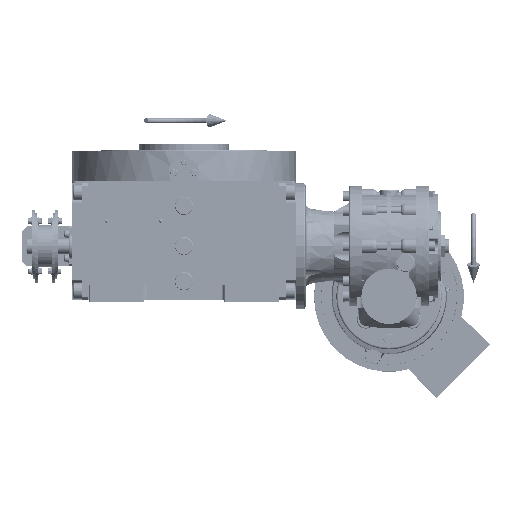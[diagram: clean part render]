
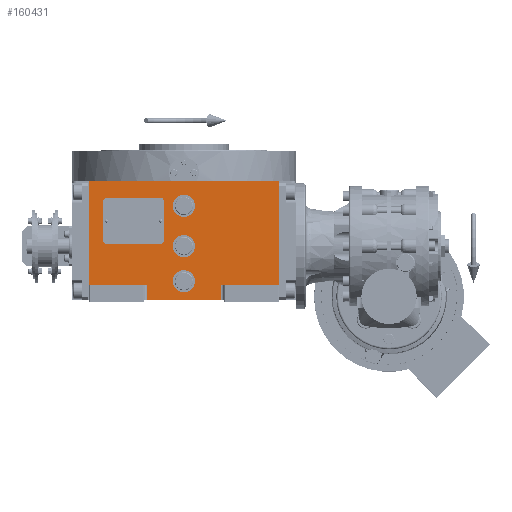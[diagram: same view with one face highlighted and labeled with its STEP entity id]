
A CAD part, top view. The second image highlights one B-rep face of the part: STEP entity #160431.
In plain terms, the highlighted planar face has unit normal (0, 0, 1).
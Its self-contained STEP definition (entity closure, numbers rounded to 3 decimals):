
#135 = EDGE_CURVE ( 'NONE', #135370, #90524, #127299, .T. ) ;
#904 = CARTESIAN_POINT ( 'NONE',  ( -94.5, 64.5, 163.5 ) ) ;
#1782 = ORIENTED_EDGE ( 'NONE', *, *, #78955, .F. ) ;
#3931 = VECTOR ( 'NONE', #49648, 1000. ) ;
#4183 = FACE_OUTER_BOUND ( 'NONE', #86964, .T. ) ;
#5073 = FACE_BOUND ( 'NONE', #93059, .T. ) ;
#6033 = AXIS2_PLACEMENT_3D ( 'NONE', #60067, #18571, #85303 ) ;
#6662 = EDGE_CURVE ( 'NONE', #13012, #116685, #53389, .T. ) ;
#8071 = CARTESIAN_POINT ( 'NONE',  ( 0., 40., 163.5 ) ) ;
#8308 = DIRECTION ( 'NONE',  ( 0., 0., 1. ) ) ;
#9170 = CARTESIAN_POINT ( 'NONE',  ( 0., 0., 163.5 ) ) ;
#11015 = CARTESIAN_POINT ( 'NONE',  ( 94.5, -38.5, 163.5 ) ) ;
#11590 = CIRCLE ( 'NONE', #129651, 11. ) ;
#13012 = VERTEX_POINT ( 'NONE', #171081 ) ;
#13039 = AXIS2_PLACEMENT_3D ( 'NONE', #77212, #45720, #21330 ) ;
#13760 = EDGE_CURVE ( 'NONE', #82045, #171830, #30909, .T. ) ;
#14123 = ORIENTED_EDGE ( 'NONE', *, *, #155151, .F. ) ;
#14559 = DIRECTION ( 'NONE',  ( 1., 0., 0. ) ) ;
#17393 = CARTESIAN_POINT ( 'NONE',  ( -94.5, -38.5, 163.5 ) ) ;
#18571 = DIRECTION ( 'NONE',  ( 0., 0., 1. ) ) ;
#19781 = VERTEX_POINT ( 'NONE', #161623 ) ;
#20002 = EDGE_CURVE ( 'NONE', #135370, #91473, #46970, .T. ) ;
#20579 = VERTEX_POINT ( 'NONE', #68303 ) ;
#21330 = DIRECTION ( 'NONE',  ( -1., 0., 0. ) ) ;
#21876 = EDGE_CURVE ( 'NONE', #33221, #70064, #159898, .T. ) ;
#22365 = DIRECTION ( 'NONE',  ( 0., -1., 0. ) ) ;
#23960 = LINE ( 'NONE', #146633, #122615 ) ;
#28132 = VECTOR ( 'NONE', #52448, 1000. ) ;
#28784 = DIRECTION ( 'NONE',  ( 1., 0., 0. ) ) ;
#29186 = CIRCLE ( 'NONE', #124138, 11. ) ;
#30302 = FACE_BOUND ( 'NONE', #54037, .T. ) ;
#30909 = LINE ( 'NONE', #17393, #47478 ) ;
#32769 = EDGE_CURVE ( 'NONE', #171830, #169982, #114349, .T. ) ;
#33221 = VERTEX_POINT ( 'NONE', #154794 ) ;
#37609 = LINE ( 'NONE', #92583, #158851 ) ;
#37882 = ORIENTED_EDGE ( 'NONE', *, *, #51300, .F. ) ;
#39889 = ORIENTED_EDGE ( 'NONE', *, *, #13760, .F. ) ;
#45720 = DIRECTION ( 'NONE',  ( 0., 0., 1. ) ) ;
#46970 = LINE ( 'NONE', #91107, #3931 ) ;
#47478 = VECTOR ( 'NONE', #100293, 1000. ) ;
#47864 = ORIENTED_EDGE ( 'NONE', *, *, #134712, .F. ) ;
#49648 = DIRECTION ( 'NONE',  ( 0., 1., 0. ) ) ;
#50311 = CARTESIAN_POINT ( 'NONE',  ( -37., -53.5, 163.5 ) ) ;
#51300 = EDGE_CURVE ( 'NONE', #125434, #90524, #37609, .T. ) ;
#52448 = DIRECTION ( 'NONE',  ( 0., 1., 0. ) ) ;
#53389 = CIRCLE ( 'NONE', #119481, 11. ) ;
#54037 = EDGE_LOOP ( 'NONE', ( #47864, #132109 ) ) ;
#56978 = AXIS2_PLACEMENT_3D ( 'NONE', #9170, #8308, #63264 ) ;
#57172 = EDGE_CURVE ( 'NONE', #125434, #79114, #23960, .T. ) ;
#58863 = DIRECTION ( 'NONE',  ( 1., 0., 0. ) ) ;
#60067 = CARTESIAN_POINT ( 'NONE',  ( -94.5, -53.5, 163.5 ) ) ;
#60351 = DIRECTION ( 'NONE',  ( -1., 0., 0. ) ) ;
#63264 = DIRECTION ( 'NONE',  ( 1., 0., 0. ) ) ;
#66995 = CARTESIAN_POINT ( 'NONE',  ( 94.5, 64.5, 163.5 ) ) ;
#68303 = CARTESIAN_POINT ( 'NONE',  ( -11., 0., 163.5 ) ) ;
#68694 = ORIENTED_EDGE ( 'NONE', *, *, #135, .T. ) ;
#70064 = VERTEX_POINT ( 'NONE', #80102 ) ;
#70087 = ORIENTED_EDGE ( 'NONE', *, *, #129970, .T. ) ;
#71868 = ORIENTED_EDGE ( 'NONE', *, *, #20002, .F. ) ;
#77212 = CARTESIAN_POINT ( 'NONE',  ( 0., -35., 163.5 ) ) ;
#78955 = EDGE_CURVE ( 'NONE', #116685, #13012, #29186, .T. ) ;
#79114 = VERTEX_POINT ( 'NONE', #154045 ) ;
#80102 = CARTESIAN_POINT ( 'NONE',  ( 11., -35., 163.5 ) ) ;
#81607 = DIRECTION ( 'NONE',  ( 1., 0., 0. ) ) ;
#82045 = VERTEX_POINT ( 'NONE', #127437 ) ;
#82649 = ORIENTED_EDGE ( 'NONE', *, *, #6662, .F. ) ;
#83572 = VECTOR ( 'NONE', #58863, 1000. ) ;
#85303 = DIRECTION ( 'NONE',  ( 1., 0., 0. ) ) ;
#85535 = CIRCLE ( 'NONE', #56978, 11. ) ;
#86964 = EDGE_LOOP ( 'NONE', ( #68694, #37882, #99416, #171302, #115342, #39889, #70087, #71868 ) ) ;
#90524 = VERTEX_POINT ( 'NONE', #103956 ) ;
#91107 = CARTESIAN_POINT ( 'NONE',  ( -37., -53.5, 163.5 ) ) ;
#91473 = VERTEX_POINT ( 'NONE', #136831 ) ;
#92583 = CARTESIAN_POINT ( 'NONE',  ( 37., -38.5, 163.5 ) ) ;
#93059 = EDGE_LOOP ( 'NONE', ( #1782, #82649 ) ) ;
#99416 = ORIENTED_EDGE ( 'NONE', *, *, #57172, .T. ) ;
#100293 = DIRECTION ( 'NONE',  ( 0., 1., 0. ) ) ;
#100735 = AXIS2_PLACEMENT_3D ( 'NONE', #138152, #111975, #110187 ) ;
#101824 = CARTESIAN_POINT ( 'NONE',  ( -94.5, 64.5, 163.5 ) ) ;
#103956 = CARTESIAN_POINT ( 'NONE',  ( 37., -53.5, 163.5 ) ) ;
#105325 = LINE ( 'NONE', #133217, #157038 ) ;
#106200 = DIRECTION ( 'NONE',  ( 1., 0., 0. ) ) ;
#107645 = EDGE_CURVE ( 'NONE', #19781, #20579, #85535, .T. ) ;
#108985 = DIRECTION ( 'NONE',  ( 0., 0., 1. ) ) ;
#109349 = CIRCLE ( 'NONE', #100735, 11. ) ;
#110187 = DIRECTION ( 'NONE',  ( -1., 0., 0. ) ) ;
#111975 = DIRECTION ( 'NONE',  ( 0., 0., 1. ) ) ;
#112745 = DIRECTION ( 'NONE',  ( 0., 0., 1. ) ) ;
#113190 = FACE_BOUND ( 'NONE', #123147, .T. ) ;
#114349 = LINE ( 'NONE', #904, #172976 ) ;
#115342 = ORIENTED_EDGE ( 'NONE', *, *, #32769, .F. ) ;
#116685 = VERTEX_POINT ( 'NONE', #152409 ) ;
#119481 = AXIS2_PLACEMENT_3D ( 'NONE', #8071, #128821, #60351 ) ;
#120911 = LINE ( 'NONE', #11015, #28132 ) ;
#122513 = CARTESIAN_POINT ( 'NONE',  ( 0., 40., 163.5 ) ) ;
#122615 = VECTOR ( 'NONE', #81607, 1000. ) ;
#123147 = EDGE_LOOP ( 'NONE', ( #139548, #14123 ) ) ;
#124138 = AXIS2_PLACEMENT_3D ( 'NONE', #122513, #108985, #164031 ) ;
#125434 = VERTEX_POINT ( 'NONE', #135748 ) ;
#126300 = CARTESIAN_POINT ( 'NONE',  ( 0., -35., 163.5 ) ) ;
#127299 = LINE ( 'NONE', #167966, #83572 ) ;
#127437 = CARTESIAN_POINT ( 'NONE',  ( -94.5, -38.5, 163.5 ) ) ;
#128821 = DIRECTION ( 'NONE',  ( 0., 0., 1. ) ) ;
#129387 = PLANE ( 'NONE',  #6033 ) ;
#129651 = AXIS2_PLACEMENT_3D ( 'NONE', #126300, #112745, #14559 ) ;
#129970 = EDGE_CURVE ( 'NONE', #82045, #91473, #105325, .T. ) ;
#132109 = ORIENTED_EDGE ( 'NONE', *, *, #21876, .F. ) ;
#133217 = CARTESIAN_POINT ( 'NONE',  ( -94.5, -38.5, 163.5 ) ) ;
#134712 = EDGE_CURVE ( 'NONE', #70064, #33221, #11590, .T. ) ;
#135370 = VERTEX_POINT ( 'NONE', #50311 ) ;
#135748 = CARTESIAN_POINT ( 'NONE',  ( 37., -38.5, 163.5 ) ) ;
#136831 = CARTESIAN_POINT ( 'NONE',  ( -37., -38.5, 163.5 ) ) ;
#138152 = CARTESIAN_POINT ( 'NONE',  ( 0., 0., 163.5 ) ) ;
#139548 = ORIENTED_EDGE ( 'NONE', *, *, #107645, .F. ) ;
#144237 = EDGE_CURVE ( 'NONE', #79114, #169982, #120911, .T. ) ;
#146633 = CARTESIAN_POINT ( 'NONE',  ( 37., -38.5, 163.5 ) ) ;
#152409 = CARTESIAN_POINT ( 'NONE',  ( 11., 40., 163.5 ) ) ;
#154045 = CARTESIAN_POINT ( 'NONE',  ( 94.5, -38.5, 163.5 ) ) ;
#154794 = CARTESIAN_POINT ( 'NONE',  ( -11., -35., 163.5 ) ) ;
#155151 = EDGE_CURVE ( 'NONE', #20579, #19781, #109349, .T. ) ;
#157038 = VECTOR ( 'NONE', #106200, 1000. ) ;
#158851 = VECTOR ( 'NONE', #22365, 1000. ) ;
#159898 = CIRCLE ( 'NONE', #13039, 11. ) ;
#160431 = ADVANCED_FACE ( 'NONE', ( #113190, #30302, #5073, #4183 ), #129387, .T. ) ;
#161623 = CARTESIAN_POINT ( 'NONE',  ( 11., 0., 163.5 ) ) ;
#164031 = DIRECTION ( 'NONE',  ( 1., 0., 0. ) ) ;
#167966 = CARTESIAN_POINT ( 'NONE',  ( -37., -53.5, 163.5 ) ) ;
#169982 = VERTEX_POINT ( 'NONE', #66995 ) ;
#171081 = CARTESIAN_POINT ( 'NONE',  ( -11., 40., 163.5 ) ) ;
#171302 = ORIENTED_EDGE ( 'NONE', *, *, #144237, .T. ) ;
#171830 = VERTEX_POINT ( 'NONE', #101824 ) ;
#172976 = VECTOR ( 'NONE', #28784, 1000. ) ;
